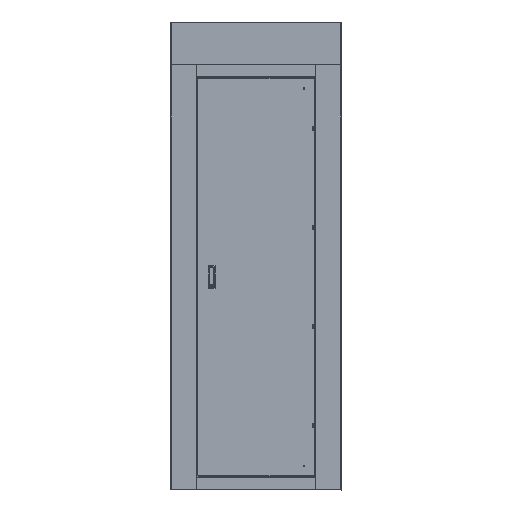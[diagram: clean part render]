
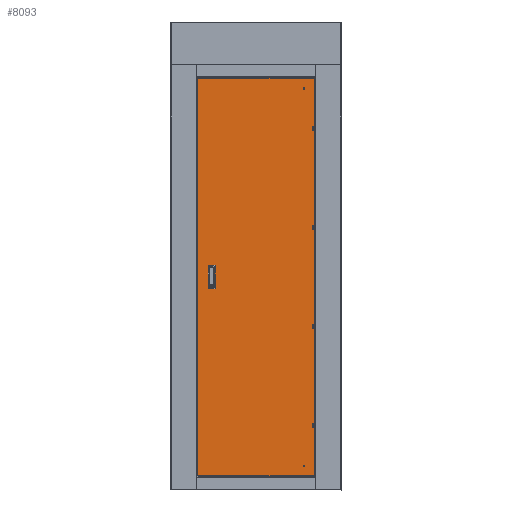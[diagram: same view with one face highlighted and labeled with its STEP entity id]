
A CAD part, top view. The second image highlights one B-rep face of the part: STEP entity #8093.
In plain terms, the highlighted planar face has unit normal (0, 0, 1).
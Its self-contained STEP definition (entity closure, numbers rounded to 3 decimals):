
#31 = CARTESIAN_POINT ( 'NONE',  ( -82.388, 88.112, 1474. ) ) ;
#1261 = EDGE_CURVE ( 'NONE', #49621, #48986, #42876, .T. ) ;
#1381 = EDGE_CURVE ( 'NONE', #56733, #13014, #35689, .T. ) ;
#1674 = CARTESIAN_POINT ( 'NONE',  ( -115.388, -19.888, 1474. ) ) ;
#2152 = DIRECTION ( 'NONE',  ( -1., 0., 0. ) ) ;
#2297 = EDGE_CURVE ( 'NONE', #49621, #31641, #47125, .T. ) ;
#2540 = CARTESIAN_POINT ( 'NONE',  ( -167.388, -902.888, 1474. ) ) ;
#3229 = VERTEX_POINT ( 'NONE', #48688 ) ;
#4650 = DIRECTION ( 'NONE',  ( -1., 0., 0. ) ) ;
#5928 = PLANE ( 'NONE',  #42498 ) ;
#8093 = ADVANCED_FACE ( 'NONE', ( #49835, #25465 ), #5928, .F. ) ;
#8687 = EDGE_CURVE ( 'NONE', #40920, #42871, #36901, .T. ) ;
#9142 = VECTOR ( 'NONE', #31688, 1000. ) ;
#9821 = CARTESIAN_POINT ( 'NONE',  ( -165.388, 971.112, 1474. ) ) ;
#10242 = VECTOR ( 'NONE', #21630, 1000. ) ;
#10461 = DIRECTION ( 'NONE',  ( 0., 0., -1. ) ) ;
#10501 = AXIS2_PLACEMENT_3D ( 'NONE', #19999, #52063, #24618 ) ;
#10640 = CARTESIAN_POINT ( 'NONE',  ( 386.612, 971.112, 1474. ) ) ;
#10804 = ORIENTED_EDGE ( 'NONE', *, *, #51434, .T. ) ;
#11086 = VECTOR ( 'NONE', #20907, 1000. ) ;
#11323 = ORIENTED_EDGE ( 'NONE', *, *, #13662, .F. ) ;
#11537 = ORIENTED_EDGE ( 'NONE', *, *, #21673, .F. ) ;
#11782 = CARTESIAN_POINT ( 'NONE',  ( -82.388, 89.112, 1474. ) ) ;
#13014 = VERTEX_POINT ( 'NONE', #1674 ) ;
#13662 = EDGE_CURVE ( 'NONE', #26566, #13014, #41899, .T. ) ;
#14977 = AXIS2_PLACEMENT_3D ( 'NONE', #26845, #26777, #26769 ) ;
#15455 = CARTESIAN_POINT ( 'NONE',  ( -81.388, 88.112, 1474. ) ) ;
#16052 = ORIENTED_EDGE ( 'NONE', *, *, #52173, .T. ) ;
#16065 = LINE ( 'NONE', #9821, #18954 ) ;
#16193 = CARTESIAN_POINT ( 'NONE',  ( -167.388, 971.112, 1474. ) ) ;
#17492 = EDGE_CURVE ( 'NONE', #56733, #3229, #34623, .T. ) ;
#17992 = CARTESIAN_POINT ( 'NONE',  ( 383.612, -899.888, 1474. ) ) ;
#18473 = VECTOR ( 'NONE', #30997, 1000. ) ;
#18946 = VECTOR ( 'NONE', #54622, 1000. ) ;
#18954 = VECTOR ( 'NONE', #41868, 1000. ) ;
#19999 = CARTESIAN_POINT ( 'NONE',  ( -82.388, -19.888, 1474. ) ) ;
#20309 = CARTESIAN_POINT ( 'NONE',  ( -115.388, 89.112, 1474. ) ) ;
#20521 = CIRCLE ( 'NONE', #47143, 1. ) ;
#20907 = DIRECTION ( 'NONE',  ( -1., 0., 0. ) ) ;
#21630 = DIRECTION ( 'NONE',  ( 1., 0., 0. ) ) ;
#21673 = EDGE_CURVE ( 'NONE', #32769, #29711, #58625, .T. ) ;
#21986 = VECTOR ( 'NONE', #32351, 1000. ) ;
#23208 = EDGE_CURVE ( 'NONE', #31641, #55144, #45693, .T. ) ;
#23446 = CARTESIAN_POINT ( 'NONE',  ( -114.388, 89.112, 1474. ) ) ;
#24487 = EDGE_LOOP ( 'NONE', ( #11323, #10804, #25649, #50319, #11537, #16052, #49245, #43269 ) ) ;
#24618 = DIRECTION ( 'NONE',  ( -1., 0., 0. ) ) ;
#25465 = FACE_OUTER_BOUND ( 'NONE', #40403, .T. ) ;
#25649 = ORIENTED_EDGE ( 'NONE', *, *, #8687, .F. ) ;
#26566 = VERTEX_POINT ( 'NONE', #57526 ) ;
#26769 = DIRECTION ( 'NONE',  ( -1., 0., 0. ) ) ;
#26777 = DIRECTION ( 'NONE',  ( 0., 0., -1. ) ) ;
#26845 = CARTESIAN_POINT ( 'NONE',  ( -114.388, -19.888, 1474. ) ) ;
#27742 = CARTESIAN_POINT ( 'NONE',  ( -81.388, -20.888, 1474. ) ) ;
#28249 = CARTESIAN_POINT ( 'NONE',  ( -114.388, -20.888, 1474. ) ) ;
#29601 = EDGE_CURVE ( 'NONE', #40920, #29711, #20521, .T. ) ;
#29711 = VERTEX_POINT ( 'NONE', #15455 ) ;
#29728 = ORIENTED_EDGE ( 'NONE', *, *, #55011, .F. ) ;
#30707 = DIRECTION ( 'NONE',  ( 0., 0., -1. ) ) ;
#30830 = DIRECTION ( 'NONE',  ( -1., 0., 0. ) ) ;
#30997 = DIRECTION ( 'NONE',  ( 0., 1., 0. ) ) ;
#31320 = CARTESIAN_POINT ( 'NONE',  ( 386.612, -902.888, 1474. ) ) ;
#31341 = CARTESIAN_POINT ( 'NONE',  ( 386.612, 967.112, 1474. ) ) ;
#31641 = VERTEX_POINT ( 'NONE', #47024 ) ;
#31688 = DIRECTION ( 'NONE',  ( 0., 1., 0. ) ) ;
#32125 = DIRECTION ( 'NONE',  ( 0., 0., -1. ) ) ;
#32351 = DIRECTION ( 'NONE',  ( 0., 1., 0. ) ) ;
#32769 = VERTEX_POINT ( 'NONE', #37501 ) ;
#33298 = CIRCLE ( 'NONE', #10501, 1. ) ;
#34623 = LINE ( 'NONE', #58368, #10242 ) ;
#34967 = VECTOR ( 'NONE', #2152, 1000. ) ;
#35689 = CIRCLE ( 'NONE', #14977, 1. ) ;
#36150 = CIRCLE ( 'NONE', #41578, 1. ) ;
#36901 = LINE ( 'NONE', #20309, #11086 ) ;
#37501 = CARTESIAN_POINT ( 'NONE',  ( -81.388, -19.888, 1474. ) ) ;
#37924 = CARTESIAN_POINT ( 'NONE',  ( -114.388, 88.112, 1474. ) ) ;
#40403 = EDGE_LOOP ( 'NONE', ( #50016, #56781, #29728, #56732 ) ) ;
#40920 = VERTEX_POINT ( 'NONE', #11782 ) ;
#41578 = AXIS2_PLACEMENT_3D ( 'NONE', #37924, #10461, #42511 ) ;
#41868 = DIRECTION ( 'NONE',  ( 1., 0., 0. ) ) ;
#41899 = LINE ( 'NONE', #56618, #18946 ) ;
#42498 = AXIS2_PLACEMENT_3D ( 'NONE', #17992, #30707, #30830 ) ;
#42511 = DIRECTION ( 'NONE',  ( -1., 0., 0. ) ) ;
#42871 = VERTEX_POINT ( 'NONE', #23446 ) ;
#42876 = LINE ( 'NONE', #31341, #18473 ) ;
#43269 = ORIENTED_EDGE ( 'NONE', *, *, #1381, .T. ) ;
#45693 = LINE ( 'NONE', #59202, #9142 ) ;
#47024 = CARTESIAN_POINT ( 'NONE',  ( -167.388, -902.888, 1474. ) ) ;
#47125 = LINE ( 'NONE', #2540, #34967 ) ;
#47143 = AXIS2_PLACEMENT_3D ( 'NONE', #31, #32125, #4650 ) ;
#48688 = CARTESIAN_POINT ( 'NONE',  ( -82.388, -20.888, 1474. ) ) ;
#48986 = VERTEX_POINT ( 'NONE', #10640 ) ;
#49245 = ORIENTED_EDGE ( 'NONE', *, *, #17492, .F. ) ;
#49621 = VERTEX_POINT ( 'NONE', #31320 ) ;
#49835 = FACE_BOUND ( 'NONE', #24487, .T. ) ;
#50016 = ORIENTED_EDGE ( 'NONE', *, *, #2297, .F. ) ;
#50319 = ORIENTED_EDGE ( 'NONE', *, *, #29601, .T. ) ;
#51434 = EDGE_CURVE ( 'NONE', #26566, #42871, #36150, .T. ) ;
#52063 = DIRECTION ( 'NONE',  ( 0., 0., -1. ) ) ;
#52173 = EDGE_CURVE ( 'NONE', #32769, #3229, #33298, .T. ) ;
#54622 = DIRECTION ( 'NONE',  ( 0., -1., 0. ) ) ;
#55011 = EDGE_CURVE ( 'NONE', #55144, #48986, #16065, .T. ) ;
#55144 = VERTEX_POINT ( 'NONE', #16193 ) ;
#56618 = CARTESIAN_POINT ( 'NONE',  ( -115.388, -20.888, 1474. ) ) ;
#56732 = ORIENTED_EDGE ( 'NONE', *, *, #23208, .F. ) ;
#56733 = VERTEX_POINT ( 'NONE', #28249 ) ;
#56781 = ORIENTED_EDGE ( 'NONE', *, *, #1261, .T. ) ;
#57526 = CARTESIAN_POINT ( 'NONE',  ( -115.388, 88.112, 1474. ) ) ;
#58368 = CARTESIAN_POINT ( 'NONE',  ( -115.388, -20.888, 1474. ) ) ;
#58625 = LINE ( 'NONE', #27742, #21986 ) ;
#59202 = CARTESIAN_POINT ( 'NONE',  ( -167.388, 971.112, 1474. ) ) ;
